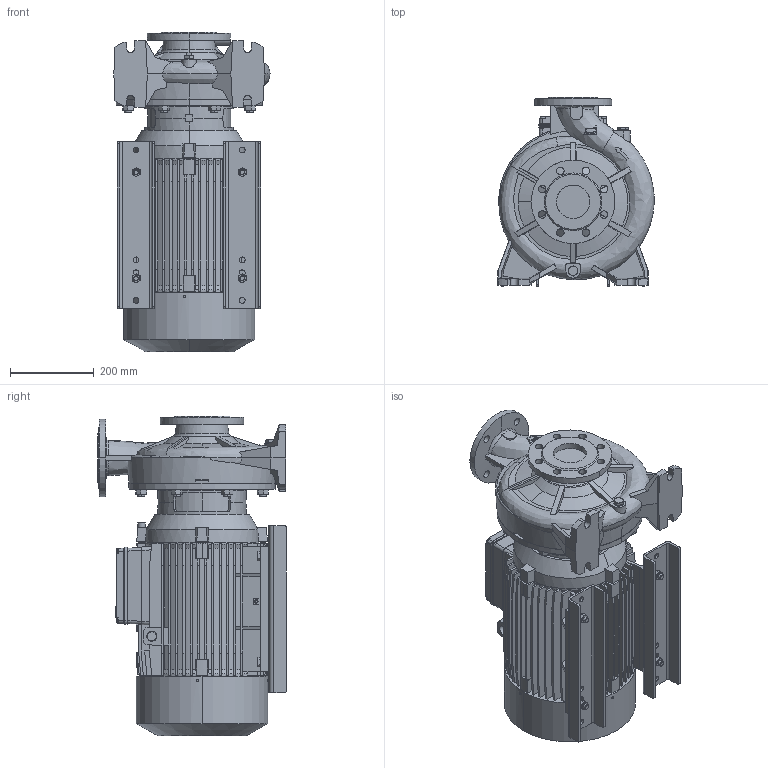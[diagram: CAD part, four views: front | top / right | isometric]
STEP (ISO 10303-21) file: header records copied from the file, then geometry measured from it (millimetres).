
FILE_DESCRIPTION (( 'STEP AP214' ), '1' );
FILE_NAME ('4_93_492_59_REV00.step', '2022-07-28T07:21:30', ( '' ), ( '' ), 'SwSTEP 2.0', 'SolidWorks 2020', '' );
FILE_SCHEMA (( 'AUTOMOTIVE_DESIGN' ));
Length unit declared in the file: millimetre
Products named in the file (2): Copia di 4_93_492_59_REV00^4_93_492_59_REV00; 4_93_492_59_REV00
Assembly tree (1 placements, depth 2):
  4_93_492_59_REV00
    Copia di 4_93_492_59_REV00^4_93_492_59_REV00
Bounding box: 373.88 x 452 x 765 mm (x, y, z)
Volume: 52909179.8 mm3; surface area: 2960219.9 mm2
Topology: 35 solids, 35 shells, 3476 faces, 9477 edges, 6207 vertices
Faces by surface type: plane 1416, bspline 1140, cylinder 497, cone 407, torus 8, sphere 8
Entity records: 151581 total; most frequent: CARTESIAN_POINT 70114, ORIENTED_EDGE 18954, DIRECTION 13160, EDGE_CURVE 9477, VERTEX_POINT 6207, LINE 5726, VECTOR 5726, EDGE_LOOP 3720
